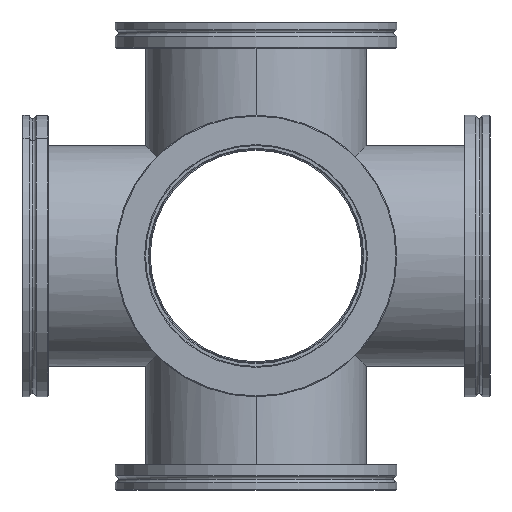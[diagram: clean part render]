
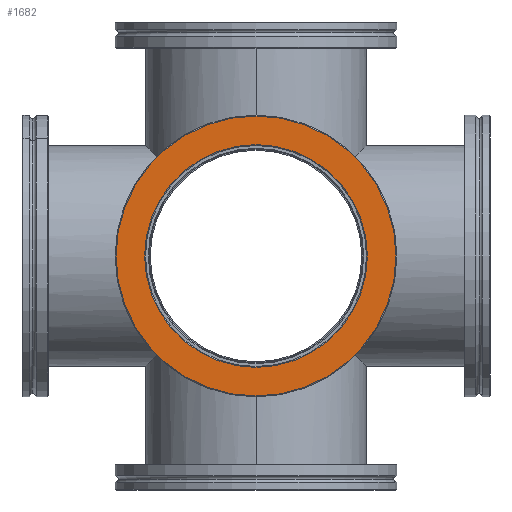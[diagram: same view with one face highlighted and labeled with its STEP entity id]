
A CAD part, left-side view. The second image highlights one B-rep face of the part: STEP entity #1682.
In plain terms, the highlighted face is planar.
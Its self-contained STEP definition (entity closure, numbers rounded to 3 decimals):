
#50 = DIRECTION ( 'NONE',  ( 0., 0., -1. ) ) ;
#137 = CARTESIAN_POINT ( 'NONE',  ( 0., 0., 0. ) ) ;
#147 = AXIS2_PLACEMENT_3D ( 'NONE', #137, #1871, #393 ) ;
#228 = EDGE_LOOP ( 'NONE', ( #1659, #1053 ) ) ;
#393 = DIRECTION ( 'NONE',  ( 0., 0., -1. ) ) ;
#525 = AXIS2_PLACEMENT_3D ( 'NONE', #757, #2480, #1003 ) ;
#546 = CARTESIAN_POINT ( 'NONE',  ( -51., 0., 0. ) ) ;
#660 = VERTEX_POINT ( 'NONE', #3172 ) ;
#693 = EDGE_CURVE ( 'NONE', #660, #1468, #2644, .T. ) ;
#725 = EDGE_CURVE ( 'NONE', #1468, #660, #3171, .T. ) ;
#748 = VERTEX_POINT ( 'NONE', #2138 ) ;
#757 = CARTESIAN_POINT ( 'NONE',  ( 0., 0., 0. ) ) ;
#975 = AXIS2_PLACEMENT_3D ( 'NONE', #2892, #1395, #3141 ) ;
#1001 = VERTEX_POINT ( 'NONE', #2720 ) ;
#1003 = DIRECTION ( 'NONE',  ( 0., 0., -1. ) ) ;
#1053 = ORIENTED_EDGE ( 'NONE', *, *, #2479, .T. ) ;
#1240 = FACE_BOUND ( 'NONE', #1351, .T. ) ;
#1351 = EDGE_LOOP ( 'NONE', ( #2805, #3038 ) ) ;
#1395 = DIRECTION ( 'NONE',  ( 0., 1., 0. ) ) ;
#1422 = CARTESIAN_POINT ( 'NONE',  ( 0., 0., 51.4 ) ) ;
#1468 = VERTEX_POINT ( 'NONE', #1422 ) ;
#1552 = DIRECTION ( 'NONE',  ( 0., 0., -1. ) ) ;
#1556 = DIRECTION ( 'NONE',  ( 0., -1., 0. ) ) ;
#1659 = ORIENTED_EDGE ( 'NONE', *, *, #2210, .T. ) ;
#1681 = CIRCLE ( 'NONE', #1793, 64.6 ) ;
#1682 = ADVANCED_FACE ( 'NONE', ( #1240, #1763 ), #1779, .T. ) ;
#1763 = FACE_OUTER_BOUND ( 'NONE', #228, .T. ) ;
#1779 = PLANE ( 'NONE',  #2886 ) ;
#1793 = AXIS2_PLACEMENT_3D ( 'NONE', #3035, #1556, #50 ) ;
#1871 = DIRECTION ( 'NONE',  ( 0., 1., 0. ) ) ;
#2138 = CARTESIAN_POINT ( 'NONE',  ( 0., 0., -64.6 ) ) ;
#2210 = EDGE_CURVE ( 'NONE', #1001, #748, #2804, .T. ) ;
#2479 = EDGE_CURVE ( 'NONE', #748, #1001, #1681, .T. ) ;
#2480 = DIRECTION ( 'NONE',  ( 0., -1., 0. ) ) ;
#2644 = CIRCLE ( 'NONE', #147, 51.4 ) ;
#2720 = CARTESIAN_POINT ( 'NONE',  ( 0., 0., 64.6 ) ) ;
#2804 = CIRCLE ( 'NONE', #525, 64.6 ) ;
#2805 = ORIENTED_EDGE ( 'NONE', *, *, #693, .T. ) ;
#2886 = AXIS2_PLACEMENT_3D ( 'NONE', #546, #3033, #1552 ) ;
#2892 = CARTESIAN_POINT ( 'NONE',  ( 0., 0., 0. ) ) ;
#3033 = DIRECTION ( 'NONE',  ( 0., -1., 0. ) ) ;
#3035 = CARTESIAN_POINT ( 'NONE',  ( 0., 0., 0. ) ) ;
#3038 = ORIENTED_EDGE ( 'NONE', *, *, #725, .T. ) ;
#3141 = DIRECTION ( 'NONE',  ( 0., 0., -1. ) ) ;
#3171 = CIRCLE ( 'NONE', #975, 51.4 ) ;
#3172 = CARTESIAN_POINT ( 'NONE',  ( 0., 0., -51.4 ) ) ;
